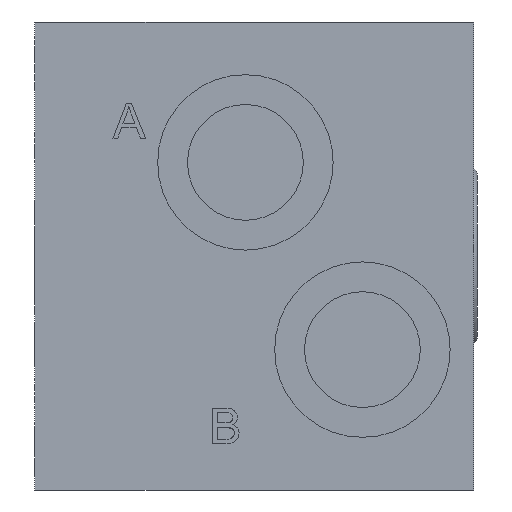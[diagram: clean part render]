
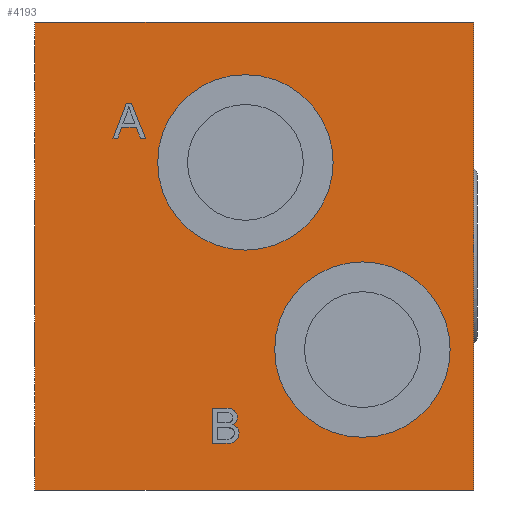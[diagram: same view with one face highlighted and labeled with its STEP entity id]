
A CAD part, front view. The second image highlights one B-rep face of the part: STEP entity #4193.
In plain terms, the highlighted planar face has unit normal (0, -1, 0).
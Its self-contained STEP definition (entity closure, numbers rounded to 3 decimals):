
#76=PLANE('',#4442);
#216=B_SPLINE_CURVE_WITH_KNOTS('',3,(#5573,#5574,#5575,#5576),
 .UNSPECIFIED.,.F.,.F.,(4,4),(0.,1.),.UNSPECIFIED.);
#217=B_SPLINE_CURVE_WITH_KNOTS('',3,(#5579,#5580,#5581,#5582),
 .UNSPECIFIED.,.F.,.F.,(4,4),(0.,1.),.UNSPECIFIED.);
#218=B_SPLINE_CURVE_WITH_KNOTS('',3,(#5584,#5585,#5586,#5587,#5588,#5589,
#5590),.UNSPECIFIED.,.F.,.F.,(4,3,4),(0.,0.495,1.),
 .UNSPECIFIED.);
#219=B_SPLINE_CURVE_WITH_KNOTS('',3,(#5592,#5593,#5594,#5595,#5596,#5597,
#5598),.UNSPECIFIED.,.F.,.F.,(4,3,4),(0.,0.431,1.),
 .UNSPECIFIED.);
#220=B_SPLINE_CURVE_WITH_KNOTS('',3,(#5606,#5607,#5608,#5609),
 .UNSPECIFIED.,.F.,.F.,(4,4),(0.,1.),.UNSPECIFIED.);
#221=B_SPLINE_CURVE_WITH_KNOTS('',3,(#5611,#5612,#5613,#5614,#5615,#5616,
#5617),.UNSPECIFIED.,.F.,.F.,(4,3,4),(0.,0.608,1.),
 .UNSPECIFIED.);
#306=LINE('',#5545,#537);
#307=LINE('',#5548,#538);
#308=LINE('',#5550,#539);
#309=LINE('',#5552,#540);
#310=LINE('',#5554,#541);
#311=LINE('',#5556,#542);
#312=LINE('',#5558,#543);
#313=LINE('',#5560,#544);
#314=LINE('',#5565,#545);
#315=LINE('',#5568,#546);
#316=LINE('',#5570,#547);
#317=LINE('',#5572,#548);
#318=LINE('',#5600,#549);
#319=LINE('',#5602,#550);
#320=LINE('',#5604,#551);
#537=VECTOR('',#4757,1000.);
#538=VECTOR('',#4758,1000.);
#539=VECTOR('',#4759,1000.);
#540=VECTOR('',#4760,1000.);
#541=VECTOR('',#4761,1000.);
#542=VECTOR('',#4762,1000.);
#543=VECTOR('',#4763,1000.);
#544=VECTOR('',#4764,1000.);
#545=VECTOR('',#4769,1000.);
#546=VECTOR('',#4770,1000.);
#547=VECTOR('',#4771,1000.);
#548=VECTOR('',#4772,1000.);
#549=VECTOR('',#4773,1000.);
#550=VECTOR('',#4774,1000.);
#551=VECTOR('',#4775,1000.);
#838=ORIENTED_EDGE('',*,*,#1628,.T.);
#839=ORIENTED_EDGE('',*,*,#1629,.T.);
#840=ORIENTED_EDGE('',*,*,#1630,.T.);
#841=ORIENTED_EDGE('',*,*,#1631,.T.);
#842=ORIENTED_EDGE('',*,*,#1632,.T.);
#843=ORIENTED_EDGE('',*,*,#1633,.T.);
#844=ORIENTED_EDGE('',*,*,#1634,.T.);
#845=ORIENTED_EDGE('',*,*,#1635,.T.);
#846=ORIENTED_EDGE('',*,*,#1636,.T.);
#847=ORIENTED_EDGE('',*,*,#1637,.T.);
#848=ORIENTED_EDGE('',*,*,#1638,.T.);
#849=ORIENTED_EDGE('',*,*,#1639,.F.);
#850=ORIENTED_EDGE('',*,*,#1640,.F.);
#851=ORIENTED_EDGE('',*,*,#1641,.T.);
#852=ORIENTED_EDGE('',*,*,#1642,.T.);
#853=ORIENTED_EDGE('',*,*,#1643,.T.);
#854=ORIENTED_EDGE('',*,*,#1644,.T.);
#855=ORIENTED_EDGE('',*,*,#1645,.T.);
#856=ORIENTED_EDGE('',*,*,#1646,.T.);
#857=ORIENTED_EDGE('',*,*,#1647,.T.);
#858=ORIENTED_EDGE('',*,*,#1648,.T.);
#859=ORIENTED_EDGE('',*,*,#1649,.T.);
#860=ORIENTED_EDGE('',*,*,#1650,.T.);
#1628=EDGE_CURVE('',#2024,#2025,#306,.T.);
#1629=EDGE_CURVE('',#2025,#2026,#307,.T.);
#1630=EDGE_CURVE('',#2026,#2027,#308,.T.);
#1631=EDGE_CURVE('',#2027,#2028,#309,.T.);
#1632=EDGE_CURVE('',#2028,#2029,#310,.T.);
#1633=EDGE_CURVE('',#2029,#2030,#311,.T.);
#1634=EDGE_CURVE('',#2030,#2031,#312,.T.);
#1635=EDGE_CURVE('',#2031,#2024,#313,.T.);
#1636=EDGE_CURVE('',#2032,#2032,#2276,.T.);
#1637=EDGE_CURVE('',#2033,#2033,#2277,.T.);
#1638=EDGE_CURVE('',#2034,#2035,#314,.T.);
#1639=EDGE_CURVE('',#2036,#2035,#315,.T.);
#1640=EDGE_CURVE('',#2037,#2036,#316,.T.);
#1641=EDGE_CURVE('',#2037,#2034,#317,.T.);
#1642=EDGE_CURVE('',#2038,#2039,#216,.T.);
#1643=EDGE_CURVE('',#2039,#2040,#217,.T.);
#1644=EDGE_CURVE('',#2040,#2041,#218,.T.);
#1645=EDGE_CURVE('',#2041,#2042,#219,.T.);
#1646=EDGE_CURVE('',#2042,#2043,#318,.T.);
#1647=EDGE_CURVE('',#2043,#2044,#319,.T.);
#1648=EDGE_CURVE('',#2044,#2045,#320,.T.);
#1649=EDGE_CURVE('',#2045,#2046,#220,.T.);
#1650=EDGE_CURVE('',#2046,#2038,#221,.T.);
#2024=VERTEX_POINT('',#5546);
#2025=VERTEX_POINT('',#5547);
#2026=VERTEX_POINT('',#5549);
#2027=VERTEX_POINT('',#5551);
#2028=VERTEX_POINT('',#5553);
#2029=VERTEX_POINT('',#5555);
#2030=VERTEX_POINT('',#5557);
#2031=VERTEX_POINT('',#5559);
#2032=VERTEX_POINT('',#5562);
#2033=VERTEX_POINT('',#5564);
#2034=VERTEX_POINT('',#5566);
#2035=VERTEX_POINT('',#5567);
#2036=VERTEX_POINT('',#5569);
#2037=VERTEX_POINT('',#5571);
#2038=VERTEX_POINT('',#5577);
#2039=VERTEX_POINT('',#5578);
#2040=VERTEX_POINT('',#5583);
#2041=VERTEX_POINT('',#5591);
#2042=VERTEX_POINT('',#5599);
#2043=VERTEX_POINT('',#5601);
#2044=VERTEX_POINT('',#5603);
#2045=VERTEX_POINT('',#5605);
#2046=VERTEX_POINT('',#5610);
#2276=CIRCLE('',#4443,15.);
#2277=CIRCLE('',#4444,15.);
#2344=EDGE_LOOP('',(#838,#839,#840,#841,#842,#843,#844,#845));
#2345=EDGE_LOOP('',(#846));
#2346=EDGE_LOOP('',(#847));
#2347=EDGE_LOOP('',(#848,#849,#850,#851));
#2348=EDGE_LOOP('',(#852,#853,#854,#855,#856,#857,#858,#859,#860));
#2610=FACE_BOUND('',#2344,.T.);
#2611=FACE_BOUND('',#2345,.T.);
#2612=FACE_BOUND('',#2346,.T.);
#2613=FACE_BOUND('',#2347,.T.);
#2614=FACE_BOUND('',#2348,.T.);
#4193=ADVANCED_FACE('',(#2610,#2611,#2612,#2613,#2614),#76,.F.);
#4442=AXIS2_PLACEMENT_3D('',#5544,#4755,#4756);
#4443=AXIS2_PLACEMENT_3D('',#5561,#4765,#4766);
#4444=AXIS2_PLACEMENT_3D('',#5563,#4767,#4768);
#4755=DIRECTION('',(0.,1.,0.));
#4756=DIRECTION('',(0.,0.,1.));
#4757=DIRECTION('',(0.378,0.,-0.926));
#4758=DIRECTION('',(-1.,0.,0.));
#4759=DIRECTION('',(-0.359,0.,0.933));
#4760=DIRECTION('',(-1.,0.,0.));
#4761=DIRECTION('',(-0.341,0.,-0.94));
#4762=DIRECTION('',(-1.,0.,0.));
#4763=DIRECTION('',(0.359,0.,0.934));
#4764=DIRECTION('',(1.,0.,0.));
#4765=DIRECTION('',(0.,1.,0.));
#4766=DIRECTION('',(0.,0.,-1.));
#4767=DIRECTION('',(0.,1.,0.));
#4768=DIRECTION('',(0.,0.,-1.));
#4769=DIRECTION('',(0.,0.,1.));
#4770=DIRECTION('',(1.,0.,0.));
#4771=DIRECTION('',(0.,0.,1.));
#4772=DIRECTION('',(1.,0.,0.));
#4773=DIRECTION('',(-1.,0.,0.));
#4774=DIRECTION('',(0.,0.,1.));
#4775=DIRECTION('',(1.,0.,0.));
#5544=CARTESIAN_POINT('',(-75.,-60.,-40.));
#5545=CARTESIAN_POINT('',(-58.495,-60.,26.147));
#5546=CARTESIAN_POINT('',(-58.495,-60.,26.147));
#5547=CARTESIAN_POINT('',(-56.047,-60.,20.147));
#5548=CARTESIAN_POINT('',(-56.047,-60.,20.147));
#5549=CARTESIAN_POINT('',(-56.944,-60.,20.147));
#5550=CARTESIAN_POINT('',(-56.944,-60.,20.147));
#5551=CARTESIAN_POINT('',(-57.647,-60.,21.972));
#5552=CARTESIAN_POINT('',(-57.647,-60.,21.972));
#5553=CARTESIAN_POINT('',(-60.153,-60.,21.972));
#5554=CARTESIAN_POINT('',(-60.153,-60.,21.972));
#5555=CARTESIAN_POINT('',(-60.815,-60.,20.147));
#5556=CARTESIAN_POINT('',(-60.815,-60.,20.147));
#5557=CARTESIAN_POINT('',(-61.655,-60.,20.147));
#5558=CARTESIAN_POINT('',(-61.655,-60.,20.147));
#5559=CARTESIAN_POINT('',(-59.351,-60.,26.147));
#5560=CARTESIAN_POINT('',(-59.351,-60.,26.147));
#5561=CARTESIAN_POINT('',(-19.,-60.,-16.));
#5562=CARTESIAN_POINT('',(-19.,-60.,-31.));
#5563=CARTESIAN_POINT('',(-39.,-60.,16.));
#5564=CARTESIAN_POINT('',(-39.,-60.,1.));
#5565=CARTESIAN_POINT('',(0.,-60.,-40.));
#5566=CARTESIAN_POINT('',(0.,-60.,-40.));
#5567=CARTESIAN_POINT('',(0.,-60.,40.));
#5568=CARTESIAN_POINT('',(-75.,-60.,40.));
#5569=CARTESIAN_POINT('',(-75.,-60.,40.));
#5570=CARTESIAN_POINT('',(-75.,-60.,-40.));
#5571=CARTESIAN_POINT('',(-75.,-60.,-40.));
#5572=CARTESIAN_POINT('',(-75.,-60.,-40.));
#5573=CARTESIAN_POINT('',(-40.59,-60.,-28.282));
#5574=CARTESIAN_POINT('',(-40.728,-60.,-28.504));
#5575=CARTESIAN_POINT('',(-40.937,-60.,-28.687));
#5576=CARTESIAN_POINT('',(-41.214,-60.,-28.833));
#5577=CARTESIAN_POINT('',(-40.59,-60.,-28.282));
#5578=CARTESIAN_POINT('',(-41.214,-60.,-28.833));
#5579=CARTESIAN_POINT('',(-41.214,-60.,-28.833));
#5580=CARTESIAN_POINT('',(-40.838,-60.,-28.947));
#5581=CARTESIAN_POINT('',(-40.555,-60.,-29.134));
#5582=CARTESIAN_POINT('',(-40.369,-60.,-29.39));
#5583=CARTESIAN_POINT('',(-40.369,-60.,-29.39));
#5584=CARTESIAN_POINT('',(-40.369,-60.,-29.39));
#5585=CARTESIAN_POINT('',(-40.182,-60.,-29.649));
#5586=CARTESIAN_POINT('',(-40.088,-60.,-29.946));
#5587=CARTESIAN_POINT('',(-40.088,-60.,-30.282));
#5588=CARTESIAN_POINT('',(-40.088,-60.,-30.617));
#5589=CARTESIAN_POINT('',(-40.174,-60.,-30.925));
#5590=CARTESIAN_POINT('',(-40.343,-60.,-31.207));
#5591=CARTESIAN_POINT('',(-40.343,-60.,-31.207));
#5592=CARTESIAN_POINT('',(-40.343,-60.,-31.207));
#5593=CARTESIAN_POINT('',(-40.513,-60.,-31.488));
#5594=CARTESIAN_POINT('',(-40.752,-60.,-31.695));
#5595=CARTESIAN_POINT('',(-41.064,-60.,-31.827));
#5596=CARTESIAN_POINT('',(-41.375,-60.,-31.958));
#5597=CARTESIAN_POINT('',(-41.796,-60.,-32.025));
#5598=CARTESIAN_POINT('',(-42.328,-60.,-32.025));
#5599=CARTESIAN_POINT('',(-42.328,-60.,-32.025));
#5600=CARTESIAN_POINT('',(-42.328,-60.,-32.025));
#5601=CARTESIAN_POINT('',(-44.624,-60.,-32.025));
#5602=CARTESIAN_POINT('',(-44.624,-60.,-32.025));
#5603=CARTESIAN_POINT('',(-44.624,-60.,-26.025));
#5604=CARTESIAN_POINT('',(-44.624,-60.,-26.025));
#5605=CARTESIAN_POINT('',(-42.372,-60.,-26.025));
#5606=CARTESIAN_POINT('',(-42.372,-60.,-26.025));
#5607=CARTESIAN_POINT('',(-41.645,-60.,-26.025));
#5608=CARTESIAN_POINT('',(-41.13,-60.,-26.182));
#5609=CARTESIAN_POINT('',(-40.833,-60.,-26.499));
#5610=CARTESIAN_POINT('',(-40.833,-60.,-26.499));
#5611=CARTESIAN_POINT('',(-40.833,-60.,-26.499));
#5612=CARTESIAN_POINT('',(-40.533,-60.,-26.815));
#5613=CARTESIAN_POINT('',(-40.384,-60.,-27.168));
#5614=CARTESIAN_POINT('',(-40.384,-60.,-27.555));
#5615=CARTESIAN_POINT('',(-40.384,-60.,-27.818));
#5616=CARTESIAN_POINT('',(-40.453,-60.,-28.059));
#5617=CARTESIAN_POINT('',(-40.59,-60.,-28.282));
